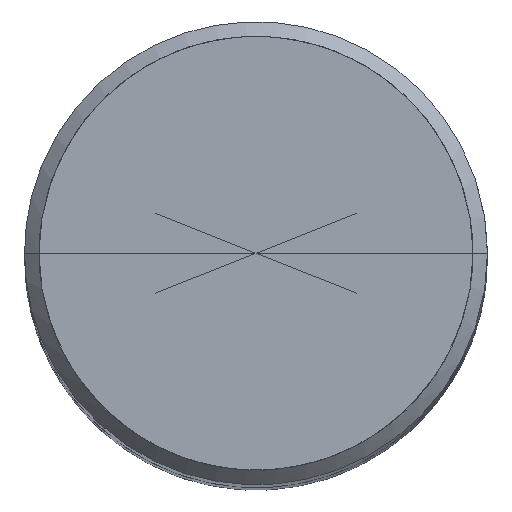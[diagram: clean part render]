
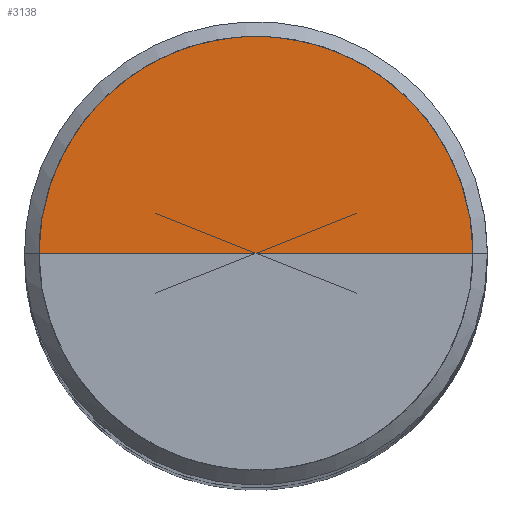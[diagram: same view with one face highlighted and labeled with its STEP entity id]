
A CAD part, top view. The second image highlights one B-rep face of the part: STEP entity #3138.
In plain terms, the highlighted free-form (B-spline) face has degree [1, 2] with [2, 5] control points.
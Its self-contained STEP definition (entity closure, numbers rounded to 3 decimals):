
#2830=CARTESIAN_POINT('',(7.5,0.0,53.8));
#2831=CARTESIAN_POINT('',(7.5,7.5,53.8));
#2832=CARTESIAN_POINT('',(0.0,7.5,53.8));
#2833=CARTESIAN_POINT('',(-7.5,7.5,53.8));
#2834=CARTESIAN_POINT('',(-7.5,0.0,53.8));
#2835=CARTESIAN_POINT('',(0.0,0.0,53.8));
#3123=(
BOUNDED_SURFACE()
B_SPLINE_SURFACE(1,2,(
(#2830,#2831,#2832,#2833,#2834),
(#2835,#2835,#2835,#2835,#2835)
), .UNSPECIFIED.,.F.,.F.,.F.)
B_SPLINE_SURFACE_WITH_KNOTS((2,2),(3,2,3),(
0.0,1.0),(
0.0,0.5,1.0), .UNSPECIFIED.)
GEOMETRIC_REPRESENTATION_ITEM()
RATIONAL_B_SPLINE_SURFACE(((1.0,0.707,1.0,0.707,1.0),
(1.0,0.707,1.0,0.707,1.0)
))
REPRESENTATION_ITEM('')
SURFACE()
);
#3124=(
BOUNDED_CURVE()
B_SPLINE_CURVE(1,(#2835,#2830),.UNSPECIFIED.,.F.,.F.)
B_SPLINE_CURVE_WITH_KNOTS((2,2),
(0.0,1.0),.UNSPECIFIED.)
CURVE()
GEOMETRIC_REPRESENTATION_ITEM()
RATIONAL_B_SPLINE_CURVE((1.0,1.0))
REPRESENTATION_ITEM('')
);
#3125=(
BOUNDED_CURVE()
B_SPLINE_CURVE(2,(#2830,#2831,#2832,#2833,#2834),.UNSPECIFIED.,.F.,.F.)
B_SPLINE_CURVE_WITH_KNOTS((3,2,3),
(0.0,0.5,1.0),.UNSPECIFIED.)
CURVE()
GEOMETRIC_REPRESENTATION_ITEM()
RATIONAL_B_SPLINE_CURVE((1.0,0.707,1.0,0.707,1.0))
REPRESENTATION_ITEM('')
);
#3126=(
BOUNDED_CURVE()
B_SPLINE_CURVE(1,(#2834,#2835),.UNSPECIFIED.,.F.,.F.)
B_SPLINE_CURVE_WITH_KNOTS((2,2),
(0.0,1.0),.UNSPECIFIED.)
CURVE()
GEOMETRIC_REPRESENTATION_ITEM()
RATIONAL_B_SPLINE_CURVE((1.0,1.0))
REPRESENTATION_ITEM('')
);
#3127=VERTEX_POINT('',#2830);
#3128=VERTEX_POINT('',#2834);
#3129=VERTEX_POINT('',#2835);
#3130=EDGE_CURVE('',#3129,#3127,#3124,.T.);
#3131=EDGE_CURVE('',#3127,#3128,#3125,.T.);
#3132=EDGE_CURVE('',#3128,#3129,#3126,.T.);
#3133=ORIENTED_EDGE('',*,*,#3130,.T.);
#3134=ORIENTED_EDGE('',*,*,#3131,.T.);
#3135=ORIENTED_EDGE('',*,*,#3132,.T.);
#3136=EDGE_LOOP('',(#3133,#3134,#3135));
#3137=FACE_OUTER_BOUND('',#3136,.T.);
#3138=ADVANCED_FACE('',(#3137),#3123,.T.);
